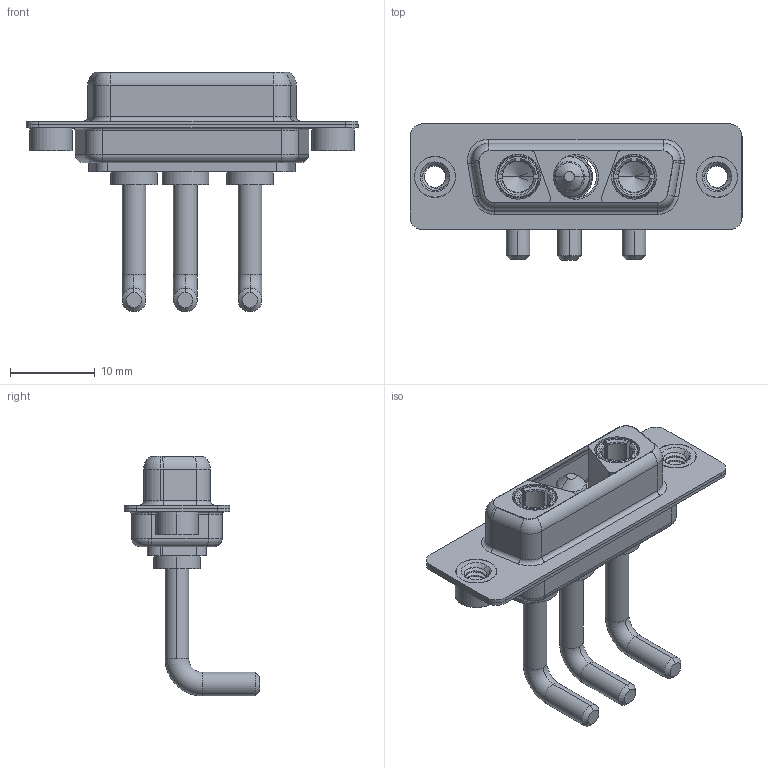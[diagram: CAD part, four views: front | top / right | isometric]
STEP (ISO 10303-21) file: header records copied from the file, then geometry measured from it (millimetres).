
FILE_DESCRIPTION (( 'STEP AP203' ), '1' );
FILE_NAME ('630-3WK3250-2NA.STEP', '2022-05-30T18:31:27', ( '' ), ( '' ), 'SwSTEP 2.0', 'SolidWorks 2020', '' );
FILE_SCHEMA (( 'CONFIG_CONTROL_DESIGN' ));
Length unit declared in the file: millimetre
Products named in the file (7): 630Combo Shell Rear_15 Contacts; Power Pin_Ext 20A RA; Power Socket_Ext 20A RA; 630Combo Shell Front_15 Contacts; 630Combo Housing_3WK3; 630-3WK3250-2NA; 630Combo Threaded Rivet_A
Assembly tree (8 placements, depth 2):
  630-3WK3250-2NA
    630Combo Housing_3WK3
    630Combo Shell Front_15 Contacts
    630Combo Shell Rear_15 Contacts
    630Combo Threaded Rivet_A  x2
    Power Socket_Ext 20A RA  x2
    Power Pin_Ext 20A RA
Bounding box: 39.2 x 16.05 x 28.33 mm (x, y, z)
Volume: 2619.7 mm3; surface area: 5882.7 mm2
Topology: 11 solids, 11 shells, 482 faces, 1202 edges, 759 vertices
Faces by surface type: cylinder 211, plane 140, torus 73, cone 49, bspline 9
Entity records: 13715 total; most frequent: CARTESIAN_POINT 3831, DIRECTION 2022, ORIENTED_EDGE 1856, EDGE_CURVE 928, AXIS2_PLACEMENT_3D 824, VERTEX_POINT 586, CIRCLE 439, EDGE_LOOP 420
